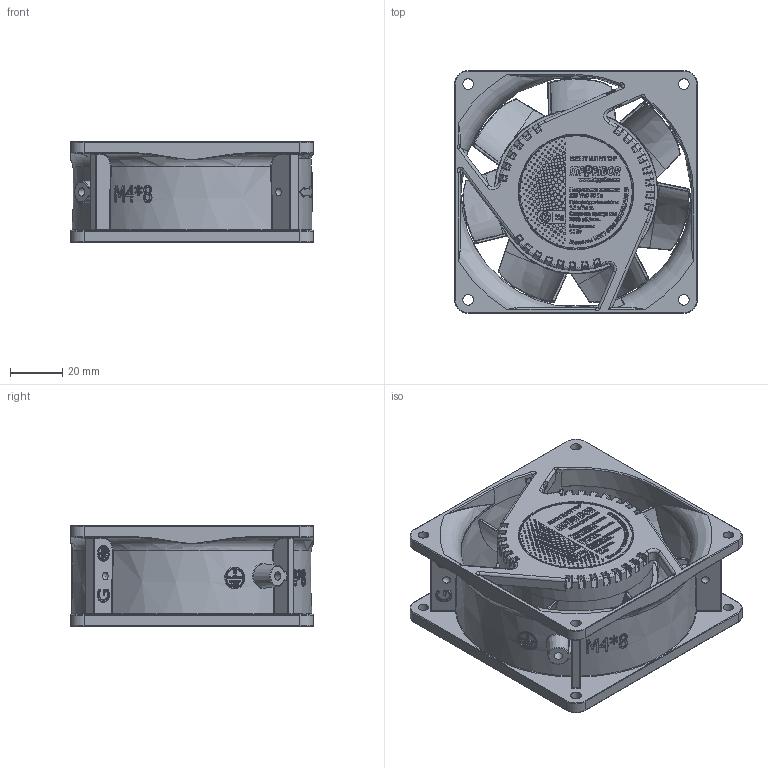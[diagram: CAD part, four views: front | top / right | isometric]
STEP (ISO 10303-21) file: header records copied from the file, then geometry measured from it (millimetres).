
FILE_DESCRIPTION(/* description */ (''),/* implementation_level */ '2;1');
FILE_NAME(/* name */ 'VENT-9238.220VAC.7MSHB Вентилятор в сборе.stp',/* time_stamp */ '2021-03-17T19:29:20+07:00',/* author */ ('YURY_'),/* organization */ (''),/* preprocessor_version */ 'ST-DEVELOPER v17.2',/* originating_system */ 'Autodesk Inventor 2019',/* authorisation */ '');
FILE_SCHEMA (('AUTOMOTIVE_DESIGN { 1 0 10303 214 3 1 1 }'));
Length unit declared in the file: millimetre
Products named in the file (8): VENT-9238.220VAC.5MSHB Вентилятор 
в сборе; Корпус VENT-9238.220VAC.5MS
HB; Провод 9238; Короб штекера 
VENT-9238.220VAC.5MSHB; Винт 2.M3-6gx9 ГОСТ 
17475-80; Планка штекера; Крыльчатка VENT
-9238.220VAC.5MSHB; Табличка VENT-9238.22
0VAC.7MSHB
Assembly tree (8 placements, depth 2):
  VENT-9238.220VAC.5MSHB Вентилятор 
в сборе
    Корпус VENT-9238.220VAC.5MS
HB
    Провод 9238
    Короб штекера 
VENT-9238.220VAC.5MSHB
    Винт 2.M3-6gx9 ГОСТ 
17475-80
    Планка штекера  x2
    Крыльчатка VENT
-9238.220VAC.5MSHB
    Табличка VENT-9238.22
0VAC.7MSHB
Bounding box: 92.8 x 92.8 x 38.4 mm (x, y, z)
Volume: 102544.8 mm3; surface area: 76111.9 mm2
Topology: 8 solids, 8 shells, 6393 faces, 15801 edges, 9862 vertices
Faces by surface type: bspline 3062, plane 2060, cylinder 681, torus 347, sphere 169, cone 74
Full cylindrical faces by diameter (mm): 1 x2, 2.401 x1, 2.5 x1, 3 x1, 3.2 x1, 3.3 x2, 4.1 x8, 5.2 x2, 5.6 x1, 6 x2, 43 x1, 50 x1, 58.5 x1, 58.8 x1, 60 x1
Entity records: 235897 total; most frequent: CARTESIAN_POINT 103543, ORIENTED_EDGE 31372, DIRECTION 19578, EDGE_CURVE 15686, VERTEX_POINT 9816, EDGE_LOOP 6890, LINE 6596, VECTOR 6596
